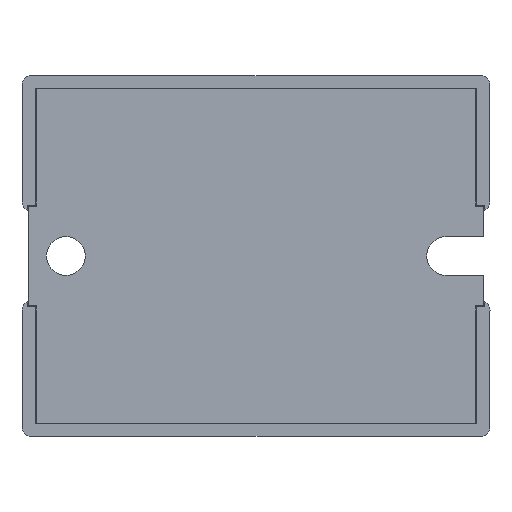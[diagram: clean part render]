
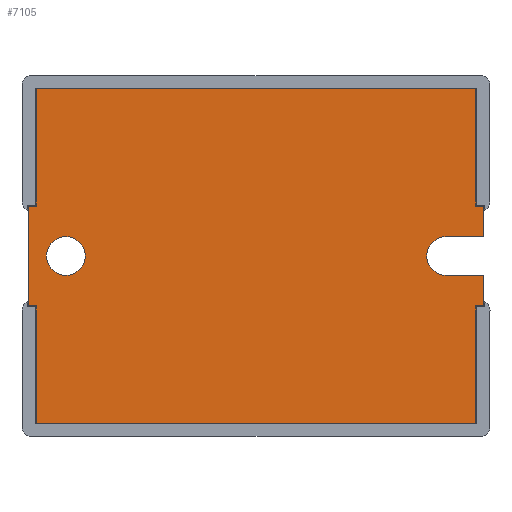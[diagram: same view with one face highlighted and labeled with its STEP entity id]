
A CAD part, front view. The second image highlights one B-rep face of the part: STEP entity #7105.
In plain terms, the highlighted planar face has unit normal (0, -1, 0).
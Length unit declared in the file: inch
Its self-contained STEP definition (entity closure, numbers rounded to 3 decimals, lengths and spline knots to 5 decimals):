
#206 = VECTOR ( 'NONE', #10457, 39.37008 ) ;
#548 = FACE_BOUND ( 'NONE', #10438, .T. ) ;
#626 = LINE ( 'NONE', #681, #206 ) ;
#681 = CARTESIAN_POINT ( 'NONE',  ( 1.36629, -0.64079, -0.13719 ) ) ;
#1273 = DIRECTION ( 'NONE',  ( 0., 1., 0. ) ) ;
#1292 = CARTESIAN_POINT ( 'NONE',  ( -0.65934, -0.64079, 0.01394 ) ) ;
#1447 = EDGE_CURVE ( 'NONE', #2326, #14788, #16658, .T. ) ;
#1521 = DIRECTION ( 'NONE',  ( 0., 1., 0. ) ) ;
#1541 = ORIENTED_EDGE ( 'NONE', *, *, #12263, .T. ) ;
#1612 = CARTESIAN_POINT ( 'NONE',  ( -0.65934, -0.64079, 0.01394 ) ) ;
#1710 = LINE ( 'NONE', #2650, #16135 ) ;
#1760 = CARTESIAN_POINT ( 'NONE',  ( 1.55342, -0.64079, -0.48032 ) ) ;
#1946 = ORIENTED_EDGE ( 'NONE', *, *, #12909, .T. ) ;
#2153 = LINE ( 'NONE', #17543, #9141 ) ;
#2309 = CARTESIAN_POINT ( 'NONE',  ( 1.36629, -0.64079, -0.13719 ) ) ;
#2326 = VERTEX_POINT ( 'NONE', #6182 ) ;
#2415 = CARTESIAN_POINT ( 'NONE',  ( 1.55342, -0.64079, -0.23319 ) ) ;
#2548 = DIRECTION ( 'NONE',  ( 0., 0., -1. ) ) ;
#2650 = CARTESIAN_POINT ( 'NONE',  ( 1.55342, -0.64079, -0.23319 ) ) ;
#2716 = CIRCLE ( 'NONE', #15974, 0.096 ) ;
#2899 = VECTOR ( 'NONE', #12074, 39.37008 ) ;
#2912 = ORIENTED_EDGE ( 'NONE', *, *, #7506, .T. ) ;
#3011 = DIRECTION ( 'NONE',  ( 0., -1., 0. ) ) ;
#3041 = EDGE_CURVE ( 'NONE', #17167, #6924, #1710, .T. ) ;
#3051 = DIRECTION ( 'NONE',  ( -1., 0., 0. ) ) ;
#3123 = DIRECTION ( 'NONE',  ( 0., 0., 1. ) ) ;
#3161 = ORIENTED_EDGE ( 'NONE', *, *, #13777, .T. ) ;
#3397 = ORIENTED_EDGE ( 'NONE', *, *, #3628, .T. ) ;
#3628 = EDGE_CURVE ( 'NONE', #8051, #12385, #9443, .T. ) ;
#3675 = LINE ( 'NONE', #13409, #14387 ) ;
#4067 = DIRECTION ( 'NONE',  ( 0., 0., 1. ) ) ;
#4082 = LINE ( 'NONE', #8757, #11066 ) ;
#4271 = LINE ( 'NONE', #1612, #7572 ) ;
#4828 = EDGE_CURVE ( 'NONE', #13455, #2326, #17763, .T. ) ;
#5015 = CIRCLE ( 'NONE', #7204, 0.096 ) ;
#5182 = CARTESIAN_POINT ( 'NONE',  ( -0.70084, -0.64079, 0.01394 ) ) ;
#5302 = ORIENTED_EDGE ( 'NONE', *, *, #11396, .T. ) ;
#5343 = ORIENTED_EDGE ( 'NONE', *, *, #3041, .T. ) ;
#5345 = VERTEX_POINT ( 'NONE', #16034 ) ;
#5363 = ORIENTED_EDGE ( 'NONE', *, *, #8257, .T. ) ;
#5704 = CARTESIAN_POINT ( 'NONE',  ( -0.65934, -0.64079, -0.48032 ) ) ;
#5797 = ORIENTED_EDGE ( 'NONE', *, *, #1447, .T. ) ;
#5952 = VECTOR ( 'NONE', #9598, 39.37008 ) ;
#6182 = CARTESIAN_POINT ( 'NONE',  ( -0.65934, -0.64079, -1.06032 ) ) ;
#6212 = CARTESIAN_POINT ( 'NONE',  ( 1.55342, -0.64079, -0.13719 ) ) ;
#6374 = VECTOR ( 'NONE', #2548, 39.37008 ) ;
#6464 = EDGE_CURVE ( 'NONE', #6924, #15613, #14133, .T. ) ;
#6519 = CARTESIAN_POINT ( 'NONE',  ( 1.55342, -0.64079, 0.01394 ) ) ;
#6749 = DIRECTION ( 'NONE',  ( 0., 0., 1. ) ) ;
#6762 = CARTESIAN_POINT ( 'NONE',  ( -0.65934, -0.64079, 0.59394 ) ) ;
#6924 = VERTEX_POINT ( 'NONE', #12643 ) ;
#7102 = ORIENTED_EDGE ( 'NONE', *, *, #17970, .T. ) ;
#7105 = ADVANCED_FACE ( 'NONE', ( #548, #11269 ), #14127, .T. ) ;
#7204 = AXIS2_PLACEMENT_3D ( 'NONE', #9643, #1273, #11055 ) ;
#7226 = ORIENTED_EDGE ( 'NONE', *, *, #13214, .T. ) ;
#7375 = ORIENTED_EDGE ( 'NONE', *, *, #6464, .T. ) ;
#7506 = EDGE_CURVE ( 'NONE', #8657, #10861, #12734, .T. ) ;
#7572 = VECTOR ( 'NONE', #3051, 39.37008 ) ;
#7823 = DIRECTION ( 'NONE',  ( -1., 0., 0. ) ) ;
#7837 = VERTEX_POINT ( 'NONE', #10892 ) ;
#8009 = CARTESIAN_POINT ( 'NONE',  ( -0.70084, -0.64079, -0.23319 ) ) ;
#8035 = EDGE_CURVE ( 'NONE', #15613, #7837, #14862, .T. ) ;
#8051 = VERTEX_POINT ( 'NONE', #1760 ) ;
#8257 = EDGE_CURVE ( 'NONE', #9774, #17167, #626, .T. ) ;
#8657 = VERTEX_POINT ( 'NONE', #5182 ) ;
#8757 = CARTESIAN_POINT ( 'NONE',  ( -0.70084, -0.64079, -0.48032 ) ) ;
#9087 = VERTEX_POINT ( 'NONE', #1292 ) ;
#9123 = ORIENTED_EDGE ( 'NONE', *, *, #13316, .T. ) ;
#9141 = VECTOR ( 'NONE', #7823, 39.37008 ) ;
#9294 = CARTESIAN_POINT ( 'NONE',  ( -0.65934, -0.64079, -0.23319 ) ) ;
#9342 = CARTESIAN_POINT ( 'NONE',  ( 1.36629, -0.64079, -0.32919 ) ) ;
#9405 = LINE ( 'NONE', #9342, #13093 ) ;
#9443 = LINE ( 'NONE', #2415, #12686 ) ;
#9580 = CARTESIAN_POINT ( 'NONE',  ( -0.65934, -0.64079, -0.23319 ) ) ;
#9598 = DIRECTION ( 'NONE',  ( 1., 0., 0. ) ) ;
#9643 = CARTESIAN_POINT ( 'NONE',  ( 1.36629, -0.64079, -0.23319 ) ) ;
#9750 = CARTESIAN_POINT ( 'NONE',  ( 1.55342, -0.64079, -0.32919 ) ) ;
#9774 = VERTEX_POINT ( 'NONE', #2309 ) ;
#9899 = CARTESIAN_POINT ( 'NONE',  ( -0.51371, -0.64079, -0.23319 ) ) ;
#9939 = ORIENTED_EDGE ( 'NONE', *, *, #8035, .T. ) ;
#10003 = EDGE_LOOP ( 'NONE', ( #3397, #7226, #9123, #5363, #5343, #7375, #9939, #3161, #1541, #16265, #2912, #7102, #13852, #5797, #1946, #11510 ) ) ;
#10079 = LINE ( 'NONE', #16487, #16635 ) ;
#10131 = DIRECTION ( 'NONE',  ( 1., 0., 0. ) ) ;
#10408 = VERTEX_POINT ( 'NONE', #11590 ) ;
#10438 = EDGE_LOOP ( 'NONE', ( #5302 ) ) ;
#10457 = DIRECTION ( 'NONE',  ( 1., 0., 0. ) ) ;
#10789 = DIRECTION ( 'NONE',  ( 0., 0., 1. ) ) ;
#10833 = EDGE_CURVE ( 'NONE', #9087, #8657, #4271, .T. ) ;
#10861 = VERTEX_POINT ( 'NONE', #17013 ) ;
#10892 = CARTESIAN_POINT ( 'NONE',  ( 1.51192, -0.64079, 0.59394 ) ) ;
#11055 = DIRECTION ( 'NONE',  ( 0., 0., 1. ) ) ;
#11066 = VECTOR ( 'NONE', #10131, 39.37008 ) ;
#11269 = FACE_OUTER_BOUND ( 'NONE', #10003, .T. ) ;
#11312 = DIRECTION ( 'NONE',  ( 0., 0., 1. ) ) ;
#11365 = CARTESIAN_POINT ( 'NONE',  ( 1.36629, -0.64079, -0.23319 ) ) ;
#11396 = EDGE_CURVE ( 'NONE', #5345, #5345, #2716, .T. ) ;
#11510 = ORIENTED_EDGE ( 'NONE', *, *, #13814, .T. ) ;
#11590 = CARTESIAN_POINT ( 'NONE',  ( 1.51192, -0.64079, -0.48032 ) ) ;
#12074 = DIRECTION ( 'NONE',  ( 0., 0., -1. ) ) ;
#12113 = VERTEX_POINT ( 'NONE', #13485 ) ;
#12263 = EDGE_CURVE ( 'NONE', #16741, #9087, #17971, .T. ) ;
#12385 = VERTEX_POINT ( 'NONE', #9750 ) ;
#12525 = CARTESIAN_POINT ( 'NONE',  ( 1.51192, -0.64079, 0.01394 ) ) ;
#12643 = CARTESIAN_POINT ( 'NONE',  ( 1.55342, -0.64079, 0.01394 ) ) ;
#12686 = VECTOR ( 'NONE', #10789, 39.37008 ) ;
#12734 = LINE ( 'NONE', #8009, #16466 ) ;
#12753 = DIRECTION ( 'NONE',  ( 0., 0., -1. ) ) ;
#12879 = CARTESIAN_POINT ( 'NONE',  ( 1.51192, -0.64079, -0.23319 ) ) ;
#12909 = EDGE_CURVE ( 'NONE', #14788, #10408, #10079, .T. ) ;
#13093 = VECTOR ( 'NONE', #17701, 39.37008 ) ;
#13214 = EDGE_CURVE ( 'NONE', #12385, #12113, #9405, .T. ) ;
#13316 = EDGE_CURVE ( 'NONE', #12113, #9774, #5015, .T. ) ;
#13409 = CARTESIAN_POINT ( 'NONE',  ( 1.51192, -0.64079, -0.48032 ) ) ;
#13455 = VERTEX_POINT ( 'NONE', #5704 ) ;
#13485 = CARTESIAN_POINT ( 'NONE',  ( 1.36629, -0.64079, -0.32919 ) ) ;
#13777 = EDGE_CURVE ( 'NONE', #7837, #16741, #2153, .T. ) ;
#13814 = EDGE_CURVE ( 'NONE', #10408, #8051, #3675, .T. ) ;
#13852 = ORIENTED_EDGE ( 'NONE', *, *, #4828, .T. ) ;
#14127 = PLANE ( 'NONE',  #17862 ) ;
#14133 = LINE ( 'NONE', #6519, #17840 ) ;
#14387 = VECTOR ( 'NONE', #16268, 39.37008 ) ;
#14414 = VECTOR ( 'NONE', #3123, 39.37008 ) ;
#14788 = VERTEX_POINT ( 'NONE', #16780 ) ;
#14862 = LINE ( 'NONE', #12879, #14414 ) ;
#14880 = DIRECTION ( 'NONE',  ( -1., 0., 0. ) ) ;
#15613 = VERTEX_POINT ( 'NONE', #12525 ) ;
#15974 = AXIS2_PLACEMENT_3D ( 'NONE', #9899, #1521, #11312 ) ;
#16034 = CARTESIAN_POINT ( 'NONE',  ( -0.51371, -0.64079, -0.13719 ) ) ;
#16135 = VECTOR ( 'NONE', #4067, 39.37008 ) ;
#16265 = ORIENTED_EDGE ( 'NONE', *, *, #10833, .T. ) ;
#16268 = DIRECTION ( 'NONE',  ( 1., 0., 0. ) ) ;
#16338 = DIRECTION ( 'NONE',  ( 0., 0., -1. ) ) ;
#16466 = VECTOR ( 'NONE', #16338, 39.37008 ) ;
#16487 = CARTESIAN_POINT ( 'NONE',  ( 1.51192, -0.64079, -0.23319 ) ) ;
#16548 = CARTESIAN_POINT ( 'NONE',  ( 1.36629, -0.64079, -1.06032 ) ) ;
#16635 = VECTOR ( 'NONE', #6749, 39.37008 ) ;
#16658 = LINE ( 'NONE', #16548, #5952 ) ;
#16741 = VERTEX_POINT ( 'NONE', #6762 ) ;
#16780 = CARTESIAN_POINT ( 'NONE',  ( 1.51192, -0.64079, -1.06032 ) ) ;
#17013 = CARTESIAN_POINT ( 'NONE',  ( -0.70084, -0.64079, -0.48032 ) ) ;
#17167 = VERTEX_POINT ( 'NONE', #6212 ) ;
#17543 = CARTESIAN_POINT ( 'NONE',  ( 1.36629, -0.64079, 0.59394 ) ) ;
#17701 = DIRECTION ( 'NONE',  ( -1., 0., 0. ) ) ;
#17763 = LINE ( 'NONE', #9294, #2899 ) ;
#17840 = VECTOR ( 'NONE', #14880, 39.37008 ) ;
#17862 = AXIS2_PLACEMENT_3D ( 'NONE', #11365, #3011, #12753 ) ;
#17970 = EDGE_CURVE ( 'NONE', #10861, #13455, #4082, .T. ) ;
#17971 = LINE ( 'NONE', #9580, #6374 ) ;
